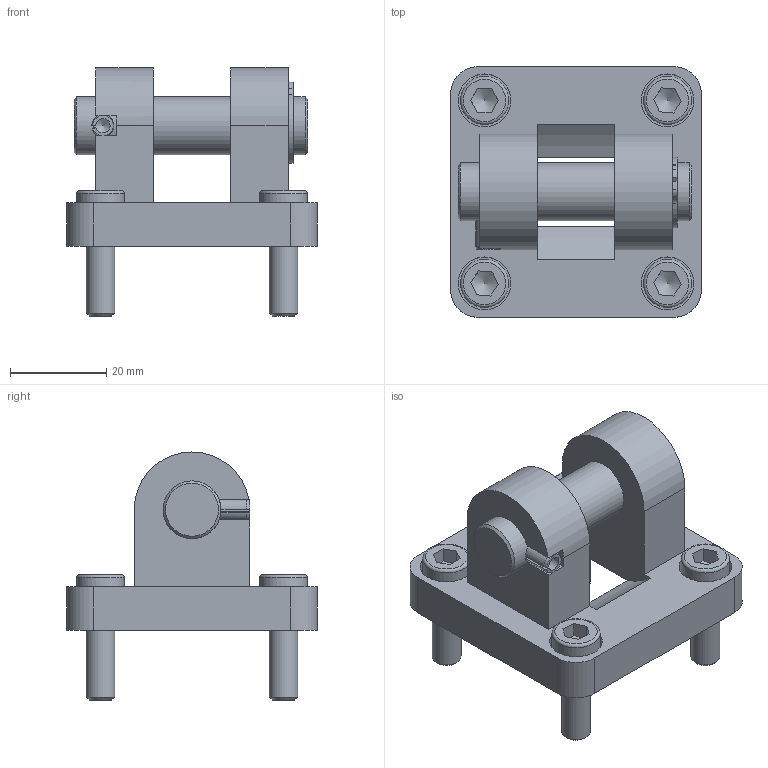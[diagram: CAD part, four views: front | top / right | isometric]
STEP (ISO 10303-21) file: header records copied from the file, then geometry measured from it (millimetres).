
FILE_DESCRIPTION(/* description */ (''),/* implementation_level */ '2;1');
FILE_NAME(/* name */ 'CAD_9201.stp',/* time_stamp */ '2016-06-08T16:49:54+02:00',/* author */ ('Hypex'),/* organization */ ('Hypex'),/* preprocessor_version */ 'ST-DEVELOPER v16.1',/* originating_system */ 'Autodesk Inventor 2016',/* authorisation */ '');
FILE_SCHEMA (('AUTOMOTIVE_DESIGN { 1 0 10303 214 3 1 1 }'));
Length unit declared in the file: millimetre
Products named in the file (1): CAD_9201
Bounding box: 52 x 52 x 51.5 mm (x, y, z)
Volume: 36946.5 mm3; surface area: 15321 mm2
Topology: 1 solids, 1 shells, 136 faces, 323 edges, 209 vertices
Faces by surface type: plane 71, cylinder 44, cone 13, torus 8
Full cylindrical faces by diameter (mm): 1.7 x2, 4 x1, 6 x4, 6.6 x4, 10 x4, 11 x4, 11.5 x1, 12 x3, 35 x1
Entity records: 3834 total; most frequent: CARTESIAN_POINT 703, DIRECTION 617, ORIENTED_EDGE 544, EDGE_CURVE 272, AXIS2_PLACEMENT_3D 241, EDGE_LOOP 203, VERTEX_POINT 201, STYLED_ITEM 137
